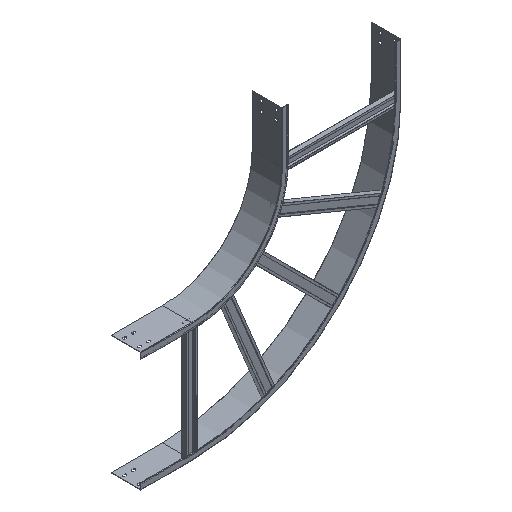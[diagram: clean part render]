
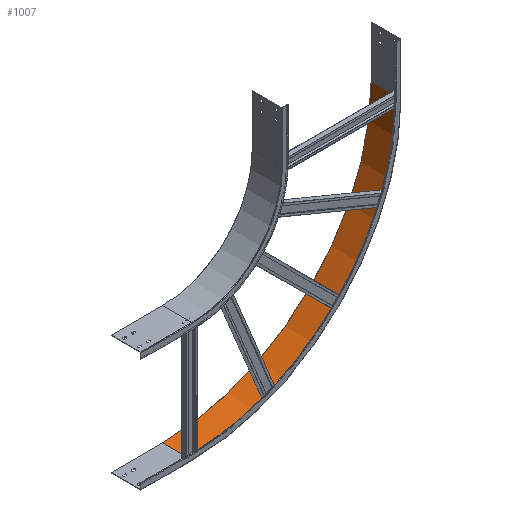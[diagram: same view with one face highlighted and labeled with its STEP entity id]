
A CAD part, isometric view. The second image highlights one B-rep face of the part: STEP entity #1007.
In plain terms, the highlighted cylindrical face has radius 698.8 mm (diameter 1397.6 mm), a partial arc.
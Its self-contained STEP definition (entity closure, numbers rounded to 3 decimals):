
#494 = AXIS2_PLACEMENT_3D ( 'NONE', #2073, #2074, #2075 ) ;
#495 = AXIS2_PLACEMENT_3D ( 'NONE', #2077, #2078, #2079 ) ;
#740 = EDGE_CURVE ( 'NONE', #3378, #3379, #4160, .T. ) ;
#741 = EDGE_CURVE ( 'NONE', #3378, #3384, #4163, .T. ) ;
#742 = EDGE_CURVE ( 'NONE', #3384, #3385, #4164, .T. ) ;
#743 = EDGE_CURVE ( 'NONE', #3379, #3385, #4167, .T. ) ;
#1007 = ADVANCED_FACE ( 'NONE', ( #4859 ), #4863, .F. ) ;
#1288 = ORIENTED_EDGE ( 'NONE', *, *, #740, .F. ) ;
#1289 = ORIENTED_EDGE ( 'NONE', *, *, #741, .T. ) ;
#1290 = ORIENTED_EDGE ( 'NONE', *, *, #742, .T. ) ;
#1291 = ORIENTED_EDGE ( 'NONE', *, *, #743, .F. ) ;
#1982 = EDGE_LOOP ( 'NONE', ( #1288, #1289, #1290, #1291 ) ) ;
#2062 = DIRECTION ( 'NONE',  ( 0., 1., 0. ) ) ;
#2067 = CARTESIAN_POINT ( 'NONE',  ( -300., -41.13, -871.8 ) ) ;
#2071 = DIRECTION ( 'NONE',  ( 0., 1., 0. ) ) ;
#2072 = CARTESIAN_POINT ( 'NONE',  ( 398.8, -41.13, -173. ) ) ;
#2073 = CARTESIAN_POINT ( 'NONE',  ( -300., -41.13, -173. ) ) ;
#2074 = DIRECTION ( 'NONE',  ( 0., -1., 0. ) ) ;
#2075 = DIRECTION ( 'NONE',  ( 1., 0., 0. ) ) ;
#2077 = CARTESIAN_POINT ( 'NONE',  ( -300., 57.07, -173. ) ) ;
#2078 = DIRECTION ( 'NONE',  ( 0., -1., 0. ) ) ;
#2079 = DIRECTION ( 'NONE',  ( 1., 0., 0. ) ) ;
#2510 = AXIS2_PLACEMENT_3D ( 'NONE', #2971, #2969, #2964 ) ;
#2964 = DIRECTION ( 'NONE',  ( 1., 0., 0. ) ) ;
#2969 = DIRECTION ( 'NONE',  ( 0., -1., 0. ) ) ;
#2971 = CARTESIAN_POINT ( 'NONE',  ( -300., 0., -173. ) ) ;
#3378 = VERTEX_POINT ( 'NONE', #6846 ) ;
#3379 = VERTEX_POINT ( 'NONE', #6847 ) ;
#3384 = VERTEX_POINT ( 'NONE', #6852 ) ;
#3385 = VERTEX_POINT ( 'NONE', #6853 ) ;
#4160 = LINE ( 'NONE', #2067, #4165 ) ;
#4163 = CIRCLE ( 'NONE', #494, 698.8 ) ;
#4164 = LINE ( 'NONE', #2072, #4168 ) ;
#4165 = VECTOR ( 'NONE', #2062, 1000. ) ;
#4167 = CIRCLE ( 'NONE', #495, 698.8 ) ;
#4168 = VECTOR ( 'NONE', #2071, 1000. ) ;
#4859 = FACE_OUTER_BOUND ( 'NONE', #1982, .T. ) ;
#4863 = CYLINDRICAL_SURFACE ( 'NONE', #2510, 698.8 ) ;
#6846 = CARTESIAN_POINT ( 'NONE',  ( -300., -41.13, -871.8 ) ) ;
#6847 = CARTESIAN_POINT ( 'NONE',  ( -300., 57.07, -871.8 ) ) ;
#6852 = CARTESIAN_POINT ( 'NONE',  ( 398.8, -41.13, -173. ) ) ;
#6853 = CARTESIAN_POINT ( 'NONE',  ( 398.8, 57.07, -173. ) ) ;
